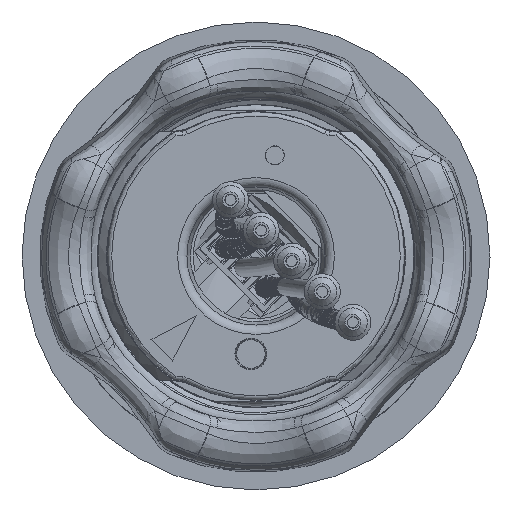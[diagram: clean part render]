
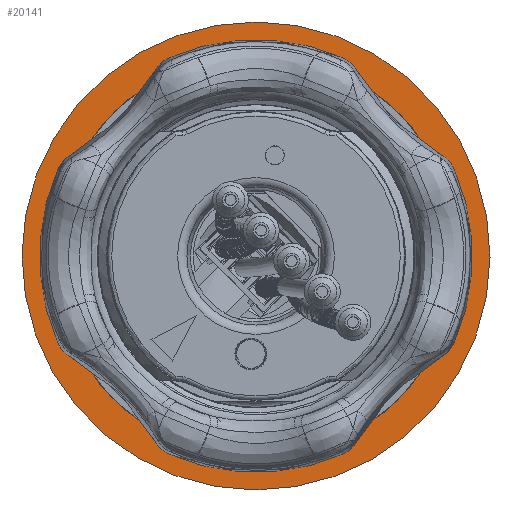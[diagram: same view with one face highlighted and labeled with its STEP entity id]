
A CAD part, front view. The second image highlights one B-rep face of the part: STEP entity #20141.
In plain terms, the highlighted planar face has unit normal (0, -1, 0).
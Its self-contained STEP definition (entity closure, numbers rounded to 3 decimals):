
#808 = FACE_OUTER_BOUND ( 'NONE', #4989, .T. ) ;
#1123 = DIRECTION ( 'NONE',  ( 0.169, 0., -0.986 ) ) ;
#1422 = ORIENTED_EDGE ( 'NONE', *, *, #25985, .T. ) ;
#1464 = DIRECTION ( 'NONE',  ( 0., -1., 0. ) ) ;
#3220 = DIRECTION ( 'NONE',  ( 0., -1., 0. ) ) ;
#3474 = PLANE ( 'NONE',  #21461 ) ;
#3641 = DIRECTION ( 'NONE',  ( 0., -1., 0. ) ) ;
#4989 = EDGE_LOOP ( 'NONE', ( #1422 ) ) ;
#7283 = CARTESIAN_POINT ( 'NONE',  ( -18.713, 7.419, 16.109 ) ) ;
#8551 = CARTESIAN_POINT ( 'NONE',  ( -21.081, 7.419, 29.907 ) ) ;
#9496 = CIRCLE ( 'NONE', #22543, 14. ) ;
#10139 = CIRCLE ( 'NONE', #14675, 16.219 ) ;
#12476 = DIRECTION ( 'NONE',  ( 0.169, 0., -0.986 ) ) ;
#14675 = AXIS2_PLACEMENT_3D ( 'NONE', #8551, #3220, #19383 ) ;
#15283 = VERTEX_POINT ( 'NONE', #7283 ) ;
#17785 = FACE_BOUND ( 'NONE', #20237, .T. ) ;
#18642 = VERTEX_POINT ( 'NONE', #24308 ) ;
#19049 = EDGE_CURVE ( 'NONE', #15283, #15283, #9496, .T. ) ;
#19383 = DIRECTION ( 'NONE',  ( 0.169, 0., -0.986 ) ) ;
#20141 = ADVANCED_FACE ( 'NONE', ( #808, #17785 ), #3474, .T. ) ;
#20237 = EDGE_LOOP ( 'NONE', ( #28245 ) ) ;
#21461 = AXIS2_PLACEMENT_3D ( 'NONE', #34286, #3641, #12476 ) ;
#22543 = AXIS2_PLACEMENT_3D ( 'NONE', #33577, #1464, #1123 ) ;
#24308 = CARTESIAN_POINT ( 'NONE',  ( -18.338, 7.419, 13.922 ) ) ;
#25985 = EDGE_CURVE ( 'NONE', #18642, #18642, #10139, .T. ) ;
#28245 = ORIENTED_EDGE ( 'NONE', *, *, #19049, .F. ) ;
#33577 = CARTESIAN_POINT ( 'NONE',  ( -21.081, 7.419, 29.907 ) ) ;
#34286 = CARTESIAN_POINT ( 'NONE',  ( -7.283, 7.419, 32.275 ) ) ;
